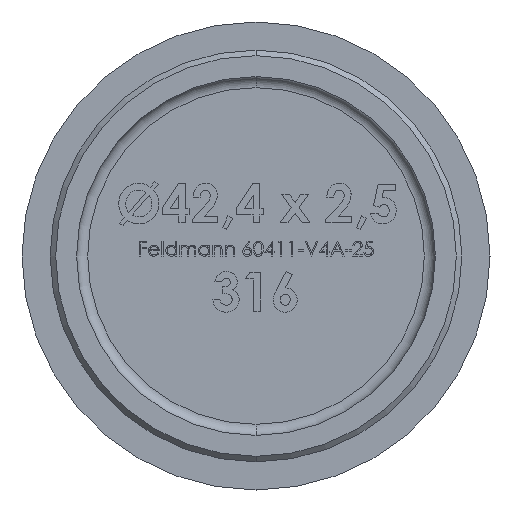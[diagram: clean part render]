
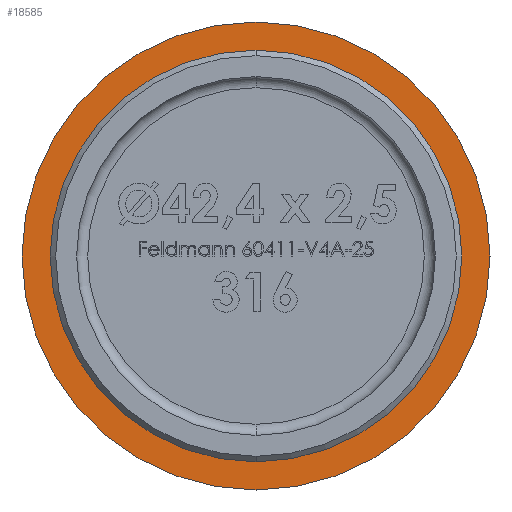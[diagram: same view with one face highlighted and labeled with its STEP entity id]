
A CAD part, front view. The second image highlights one B-rep face of the part: STEP entity #18585.
In plain terms, the highlighted planar face has unit normal (0, -1, 0).
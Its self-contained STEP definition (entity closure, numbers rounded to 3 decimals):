
#28 = AXIS2_PLACEMENT_3D ( 'NONE', #6629, #2274, #12774 ) ;
#2274 = DIRECTION ( 'NONE',  ( 0., -1., 0. ) ) ;
#2673 = EDGE_LOOP ( 'NONE', ( #16592, #13367 ) ) ;
#2934 = CARTESIAN_POINT ( 'NONE',  ( 21.2, 30., 0. ) ) ;
#2975 = CARTESIAN_POINT ( 'NONE',  ( 0., 30., 0. ) ) ;
#4435 = EDGE_CURVE ( 'NONE', #16532, #8914, #8866, .T. ) ;
#4553 = DIRECTION ( 'NONE',  ( 0., -1., 0. ) ) ;
#5310 = CIRCLE ( 'NONE', #11220, 18.45 ) ;
#6153 = ORIENTED_EDGE ( 'NONE', *, *, #10139, .T. ) ;
#6434 = AXIS2_PLACEMENT_3D ( 'NONE', #2975, #19697, #7600 ) ;
#6435 = ORIENTED_EDGE ( 'NONE', *, *, #9518, .T. ) ;
#6629 = CARTESIAN_POINT ( 'NONE',  ( 0., 30., 0. ) ) ;
#6850 = FACE_BOUND ( 'NONE', #2673, .T. ) ;
#7443 = CARTESIAN_POINT ( 'NONE',  ( 0., 30., -21.2 ) ) ;
#7600 = DIRECTION ( 'NONE',  ( 0., 0., -1. ) ) ;
#7758 = PLANE ( 'NONE',  #15396 ) ;
#8545 = FACE_OUTER_BOUND ( 'NONE', #15340, .T. ) ;
#8555 = CARTESIAN_POINT ( 'NONE',  ( 0., 30., 0. ) ) ;
#8866 = CIRCLE ( 'NONE', #13334, 18.45 ) ;
#8914 = VERTEX_POINT ( 'NONE', #17265 ) ;
#9481 = CARTESIAN_POINT ( 'NONE',  ( 0., 30., 18.45 ) ) ;
#9518 = EDGE_CURVE ( 'NONE', #18009, #18064, #10891, .T. ) ;
#10139 = EDGE_CURVE ( 'NONE', #18064, #18009, #13077, .T. ) ;
#10891 = CIRCLE ( 'NONE', #6434, 21.2 ) ;
#11220 = AXIS2_PLACEMENT_3D ( 'NONE', #18835, #12808, #11309 ) ;
#11309 = DIRECTION ( 'NONE',  ( 0., 0., -1. ) ) ;
#12774 = DIRECTION ( 'NONE',  ( 0., 0., -1. ) ) ;
#12808 = DIRECTION ( 'NONE',  ( 0., -1., 0. ) ) ;
#13077 = CIRCLE ( 'NONE', #28, 21.2 ) ;
#13098 = DIRECTION ( 'NONE',  ( 0., -1., 0. ) ) ;
#13334 = AXIS2_PLACEMENT_3D ( 'NONE', #8555, #13098, #17899 ) ;
#13367 = ORIENTED_EDGE ( 'NONE', *, *, #4435, .F. ) ;
#13612 = CARTESIAN_POINT ( 'NONE',  ( 0., 30., 21.2 ) ) ;
#14178 = EDGE_CURVE ( 'NONE', #8914, #16532, #5310, .T. ) ;
#15340 = EDGE_LOOP ( 'NONE', ( #6153, #6435 ) ) ;
#15369 = DIRECTION ( 'NONE',  ( 0., 0., -1. ) ) ;
#15396 = AXIS2_PLACEMENT_3D ( 'NONE', #2934, #4553, #15369 ) ;
#16532 = VERTEX_POINT ( 'NONE', #9481 ) ;
#16592 = ORIENTED_EDGE ( 'NONE', *, *, #14178, .F. ) ;
#17265 = CARTESIAN_POINT ( 'NONE',  ( 0., 30., -18.45 ) ) ;
#17899 = DIRECTION ( 'NONE',  ( 0., 0., -1. ) ) ;
#18009 = VERTEX_POINT ( 'NONE', #13612 ) ;
#18064 = VERTEX_POINT ( 'NONE', #7443 ) ;
#18585 = ADVANCED_FACE ( 'NONE', ( #8545, #6850 ), #7758, .T. ) ;
#18835 = CARTESIAN_POINT ( 'NONE',  ( 0., 30., 0. ) ) ;
#19697 = DIRECTION ( 'NONE',  ( 0., -1., 0. ) ) ;
